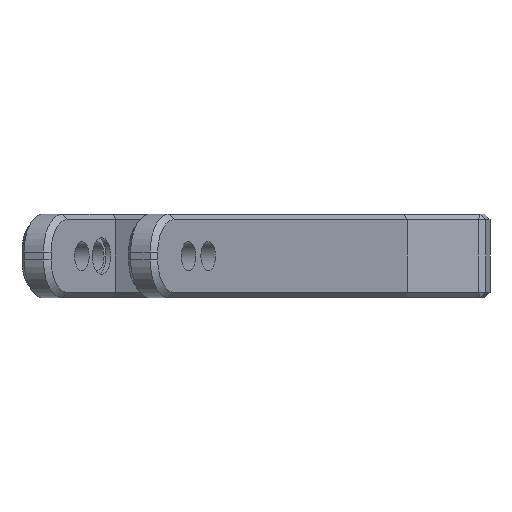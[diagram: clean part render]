
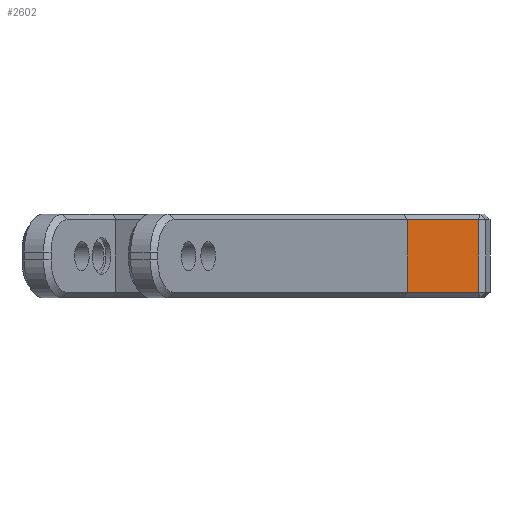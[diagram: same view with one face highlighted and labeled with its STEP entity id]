
A CAD part, left-side view. The second image highlights one B-rep face of the part: STEP entity #2602.
In plain terms, the highlighted planar face has unit normal (-0.999, -0.041, 0).
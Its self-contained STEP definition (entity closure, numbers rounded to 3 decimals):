
#212 = PLANE('',#213);
#213 = AXIS2_PLACEMENT_3D('',#214,#215,#216);
#214 = CARTESIAN_POINT('',(-15.248,21.858,19.5));
#215 = DIRECTION('',(0.707,0.029,-0.707));
#216 = DIRECTION('',(0.041,-0.999,
    0.));
#1032 = VERTEX_POINT('',#1033);
#1033 = CARTESIAN_POINT('',(-15.625,18.855,19.));
#1068 = PLANE('',#1069);
#1069 = AXIS2_PLACEMENT_3D('',#1070,#1071,#1072);
#1070 = CARTESIAN_POINT('',(-93.603,63.876,5.));
#1071 = DIRECTION('',(0.5,0.866,0.));
#1072 = DIRECTION('',(0.866,-0.5,0.));
#1103 = EDGE_CURVE('',#1032,#1104,#1106,.T.);
#1104 = VERTEX_POINT('',#1105);
#1105 = CARTESIAN_POINT('',(-15.1,6.087,19.));
#1106 = SURFACE_CURVE('',#1107,(#1111,#1118),.PCURVE_S1.);
#1107 = LINE('',#1108,#1109);
#1108 = CARTESIAN_POINT('',(-15.748,21.837,19.));
#1109 = VECTOR('',#1110,1.);
#1110 = DIRECTION('',(0.041,-0.999,0.));
#1111 = PCURVE('',#212,#1112);
#1112 = DEFINITIONAL_REPRESENTATION('',(#1113),#1117);
#1113 = LINE('',#1114,#1115);
#1114 = CARTESIAN_POINT('',(0.,0.707));
#1115 = VECTOR('',#1116,1.);
#1116 = DIRECTION('',(1.,0.));
#1117 = ( GEOMETRIC_REPRESENTATION_CONTEXT(2) 
PARAMETRIC_REPRESENTATION_CONTEXT() REPRESENTATION_CONTEXT('2D SPACE',''
  ) );
#1118 = PCURVE('',#1119,#1124);
#1119 = PLANE('',#1120);
#1120 = AXIS2_PLACEMENT_3D('',#1121,#1122,#1123);
#1121 = CARTESIAN_POINT('',(-15.404,13.463,5.));
#1122 = DIRECTION('',(-0.999,-0.041,0.));
#1123 = DIRECTION('',(0.,0.,-1.));
#1124 = DEFINITIONAL_REPRESENTATION('',(#1125),#1129);
#1125 = LINE('',#1126,#1127);
#1126 = CARTESIAN_POINT('',(-14.,-8.382));
#1127 = VECTOR('',#1128,1.);
#1128 = DIRECTION('',(-0.,1.));
#1129 = ( GEOMETRIC_REPRESENTATION_CONTEXT(2) 
PARAMETRIC_REPRESENTATION_CONTEXT() REPRESENTATION_CONTEXT('2D SPACE',''
  ) );
#2342 = PLANE('',#2343);
#2343 = AXIS2_PLACEMENT_3D('',#2344,#2345,#2346);
#2344 = CARTESIAN_POINT('',(-14.597,5.458,5.));
#2345 = DIRECTION('',(-0.781,-0.625,0.));
#2346 = DIRECTION('',(0.,0.,-1.));
#2433 = EDGE_CURVE('',#1032,#2434,#2436,.T.);
#2434 = VERTEX_POINT('',#2435);
#2435 = CARTESIAN_POINT('',(-15.625,18.855,6.));
#2436 = SURFACE_CURVE('',#2437,(#2441,#2447),.PCURVE_S1.);
#2437 = LINE('',#2438,#2439);
#2438 = CARTESIAN_POINT('',(-15.625,18.855,5.));
#2439 = VECTOR('',#2440,1.);
#2440 = DIRECTION('',(0.,0.,-1.));
#2441 = PCURVE('',#1068,#2442);
#2442 = DEFINITIONAL_REPRESENTATION('',(#2443),#2446);
#2443 = B_SPLINE_CURVE_WITH_KNOTS('',1,(#2444,#2445),.UNSPECIFIED.,.F.,
  .F.,(2,2),(-14.,-1.),.PIECEWISE_BEZIER_KNOTS.);
#2444 = CARTESIAN_POINT('',(90.04,-14.));
#2445 = CARTESIAN_POINT('',(90.04,-1.));
#2446 = ( GEOMETRIC_REPRESENTATION_CONTEXT(2) 
PARAMETRIC_REPRESENTATION_CONTEXT() REPRESENTATION_CONTEXT('2D SPACE',''
  ) );
#2447 = PCURVE('',#1119,#2448);
#2448 = DEFINITIONAL_REPRESENTATION('',(#2449),#2452);
#2449 = B_SPLINE_CURVE_WITH_KNOTS('',1,(#2450,#2451),.UNSPECIFIED.,.F.,
  .F.,(2,2),(-14.,-1.),.PIECEWISE_BEZIER_KNOTS.);
#2450 = CARTESIAN_POINT('',(-14.,-5.397));
#2451 = CARTESIAN_POINT('',(-1.,-5.397));
#2452 = ( GEOMETRIC_REPRESENTATION_CONTEXT(2) 
PARAMETRIC_REPRESENTATION_CONTEXT() REPRESENTATION_CONTEXT('2D SPACE',''
  ) );
#2602 = ADVANCED_FACE('',(#2603),#1119,.T.);
#2603 = FACE_BOUND('',#2604,.F.);
#2604 = EDGE_LOOP('',(#2605,#2633,#2634,#2635));
#2605 = ORIENTED_EDGE('',*,*,#2606,.F.);
#2606 = EDGE_CURVE('',#2434,#2607,#2609,.T.);
#2607 = VERTEX_POINT('',#2608);
#2608 = CARTESIAN_POINT('',(-15.1,6.087,6.));
#2609 = SURFACE_CURVE('',#2610,(#2614,#2621),.PCURVE_S1.);
#2610 = LINE('',#2611,#2612);
#2611 = CARTESIAN_POINT('',(-15.748,21.837,6.));
#2612 = VECTOR('',#2613,1.);
#2613 = DIRECTION('',(0.041,-0.999,0.));
#2614 = PCURVE('',#1119,#2615);
#2615 = DEFINITIONAL_REPRESENTATION('',(#2616),#2620);
#2616 = LINE('',#2617,#2618);
#2617 = CARTESIAN_POINT('',(-1.,-8.382));
#2618 = VECTOR('',#2619,1.);
#2619 = DIRECTION('',(-0.,1.));
#2620 = ( GEOMETRIC_REPRESENTATION_CONTEXT(2) 
PARAMETRIC_REPRESENTATION_CONTEXT() REPRESENTATION_CONTEXT('2D SPACE',''
  ) );
#2621 = PCURVE('',#2622,#2627);
#2622 = PLANE('',#2623);
#2623 = AXIS2_PLACEMENT_3D('',#2624,#2625,#2626);
#2624 = CARTESIAN_POINT('',(-15.248,21.858,5.5));
#2625 = DIRECTION('',(-0.707,-0.029,-0.707)
  );
#2626 = DIRECTION('',(-0.041,0.999,
    0.));
#2627 = DEFINITIONAL_REPRESENTATION('',(#2628),#2632);
#2628 = LINE('',#2629,#2630);
#2629 = CARTESIAN_POINT('',(-0.,-0.707));
#2630 = VECTOR('',#2631,1.);
#2631 = DIRECTION('',(-1.,0.));
#2632 = ( GEOMETRIC_REPRESENTATION_CONTEXT(2) 
PARAMETRIC_REPRESENTATION_CONTEXT() REPRESENTATION_CONTEXT('2D SPACE',''
  ) );
#2633 = ORIENTED_EDGE('',*,*,#2433,.F.);
#2634 = ORIENTED_EDGE('',*,*,#1103,.T.);
#2635 = ORIENTED_EDGE('',*,*,#2636,.F.);
#2636 = EDGE_CURVE('',#2607,#1104,#2637,.T.);
#2637 = SURFACE_CURVE('',#2638,(#2642,#2649),.PCURVE_S1.);
#2638 = LINE('',#2639,#2640);
#2639 = CARTESIAN_POINT('',(-15.1,6.087,5.));
#2640 = VECTOR('',#2641,1.);
#2641 = DIRECTION('',(0.,0.,1.));
#2642 = PCURVE('',#1119,#2643);
#2643 = DEFINITIONAL_REPRESENTATION('',(#2644),#2648);
#2644 = LINE('',#2645,#2646);
#2645 = CARTESIAN_POINT('',(0.,7.382));
#2646 = VECTOR('',#2647,1.);
#2647 = DIRECTION('',(-1.,0.));
#2648 = ( GEOMETRIC_REPRESENTATION_CONTEXT(2) 
PARAMETRIC_REPRESENTATION_CONTEXT() REPRESENTATION_CONTEXT('2D SPACE',''
  ) );
#2649 = PCURVE('',#2342,#2650);
#2650 = DEFINITIONAL_REPRESENTATION('',(#2651),#2655);
#2651 = LINE('',#2652,#2653);
#2652 = CARTESIAN_POINT('',(-0.,-0.806));
#2653 = VECTOR('',#2654,1.);
#2654 = DIRECTION('',(-1.,0.));
#2655 = ( GEOMETRIC_REPRESENTATION_CONTEXT(2) 
PARAMETRIC_REPRESENTATION_CONTEXT() REPRESENTATION_CONTEXT('2D SPACE',''
  ) );
